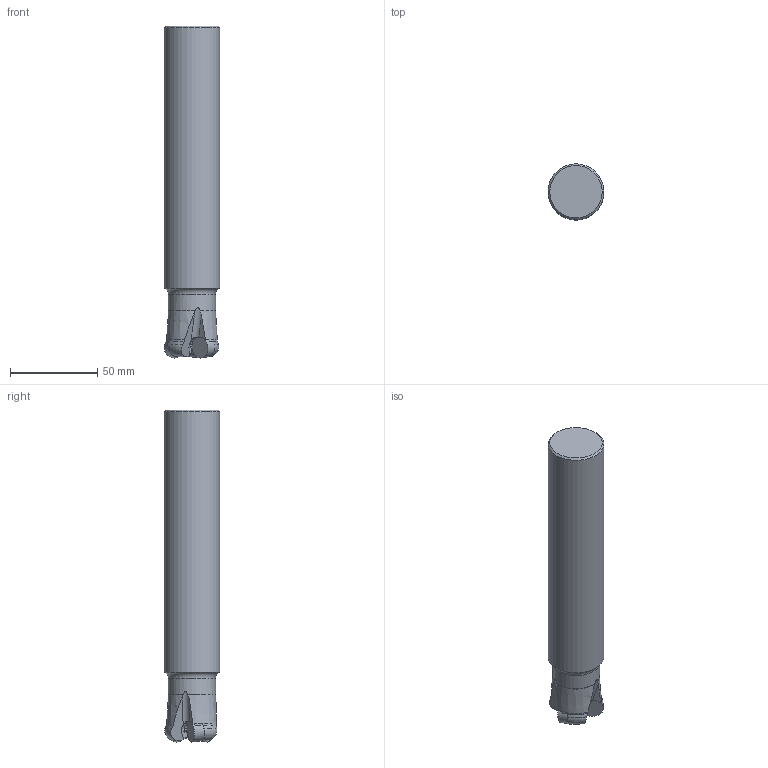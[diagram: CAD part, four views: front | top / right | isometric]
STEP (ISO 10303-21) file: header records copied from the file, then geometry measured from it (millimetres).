
FILE_DESCRIPTION(/* description */ (''),/* implementation_level */ '2;1');
FILE_NAME(/* name */ '1668080409717.stp',/* time_stamp */ '2022-11-10T17:10:28+06:00',/* author */ (''),/* organization */ ('SMS'),/* preprocessor_version */ 'ST-DEVELOPER v16.7',/* originating_system */ 'SIEMENS PLM Software NX 12.0',/* authorisation */ '');
FILE_SCHEMA (('AUTOMOTIVE_DESIGN { 1 0 10303 214 3 1 1 1 }'));
Length unit declared in the file: millimetre
Products named in the file (4): 204371717mod000_00; ASSEMBLY_CONSTRUCTION; 204361993mod000_00; 204361994mod000_00
Assembly tree (5 placements, depth 2):
  204361994mod000_00
    204361993mod000_00
    ASSEMBLY_CONSTRUCTION
    204371717mod000_00  x3
Bounding box: 31.98 x 31.98 x 190 mm (x, y, z)
Volume: 141778.8 mm3; surface area: 21475.6 mm2
Topology: 4 solids, 4 shells, 88 faces, 240 edges, 173 vertices
Faces by surface type: torus 26, plane 26, cylinder 20, cone 16
Full cylindrical faces by diameter (mm): 12 x3, 27 x1, 31.988 x1
Entity records: 3275 total; most frequent: CARTESIAN_POINT 1141, ORIENTED_EDGE 446, DIRECTION 368, EDGE_CURVE 223, AXIS2_PLACEMENT_3D 169, VERTEX_POINT 151, B_SPLINE_CURVE_WITH_KNOTS 120, EDGE_LOOP 88
